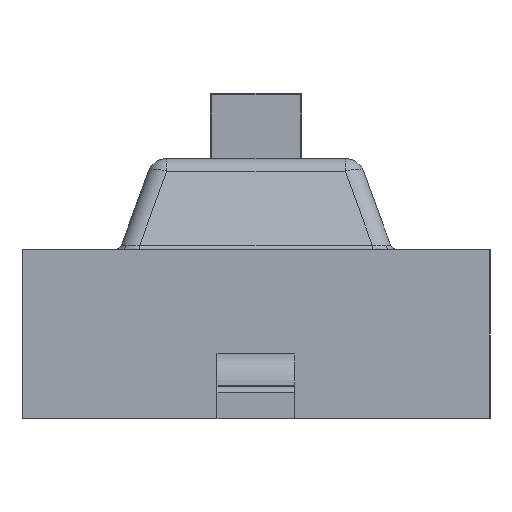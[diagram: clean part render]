
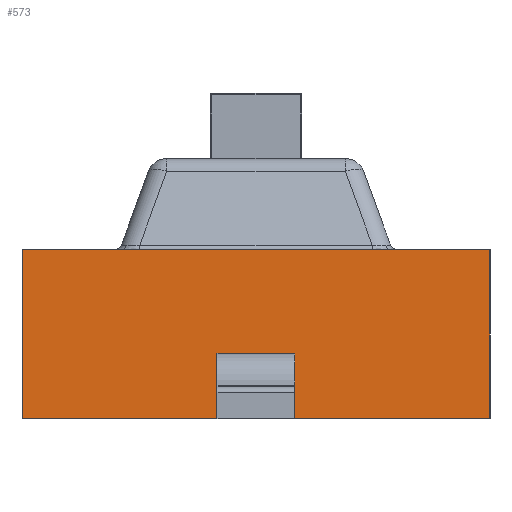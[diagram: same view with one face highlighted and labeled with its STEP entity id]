
A CAD part, left-side view. The second image highlights one B-rep face of the part: STEP entity #573.
In plain terms, the highlighted planar face has unit normal (-1, 0, 0).
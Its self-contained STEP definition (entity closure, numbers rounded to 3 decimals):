
#427 = VERTEX_POINT('',#428);
#428 = CARTESIAN_POINT('',(-3.,1.8,1.3));
#434 = EDGE_CURVE('',#427,#435,#437,.T.);
#435 = VERTEX_POINT('',#436);
#436 = CARTESIAN_POINT('',(-3.,-1.8,1.3));
#437 = LINE('',#438,#439);
#438 = CARTESIAN_POINT('',(-3.,-1.8,1.3));
#439 = VECTOR('',#440,1.);
#440 = DIRECTION('',(0.,-1.,0.));
#539 = EDGE_CURVE('',#540,#435,#542,.T.);
#540 = VERTEX_POINT('',#541);
#541 = CARTESIAN_POINT('',(-3.,-1.8,0.));
#542 = LINE('',#543,#544);
#543 = CARTESIAN_POINT('',(-3.,-1.8,0.));
#544 = VECTOR('',#545,1.);
#545 = DIRECTION('',(0.,0.,1.));
#573 = ADVANCED_FACE('',(#574,#608),#626,.T.);
#574 = FACE_BOUND('',#575,.T.);
#575 = EDGE_LOOP('',(#576,#586,#594,#602));
#576 = ORIENTED_EDGE('',*,*,#577,.F.);
#577 = EDGE_CURVE('',#578,#580,#582,.T.);
#578 = VERTEX_POINT('',#579);
#579 = CARTESIAN_POINT('',(-3.,-0.3,0.3));
#580 = VERTEX_POINT('',#581);
#581 = CARTESIAN_POINT('',(-3.,-0.3,0.5));
#582 = LINE('',#583,#584);
#583 = CARTESIAN_POINT('',(-3.,-0.3,0.5));
#584 = VECTOR('',#585,1.);
#585 = DIRECTION('',(0.,0.,1.));
#586 = ORIENTED_EDGE('',*,*,#587,.F.);
#587 = EDGE_CURVE('',#588,#578,#590,.T.);
#588 = VERTEX_POINT('',#589);
#589 = CARTESIAN_POINT('',(-3.,0.3,0.3));
#590 = LINE('',#591,#592);
#591 = CARTESIAN_POINT('',(-3.,0.3,0.3));
#592 = VECTOR('',#593,1.);
#593 = DIRECTION('',(0.,-1.,0.));
#594 = ORIENTED_EDGE('',*,*,#595,.F.);
#595 = EDGE_CURVE('',#596,#588,#598,.T.);
#596 = VERTEX_POINT('',#597);
#597 = CARTESIAN_POINT('',(-3.,0.3,0.5));
#598 = LINE('',#599,#600);
#599 = CARTESIAN_POINT('',(-3.,0.3,0.5));
#600 = VECTOR('',#601,1.);
#601 = DIRECTION('',(0.,0.,-1.));
#602 = ORIENTED_EDGE('',*,*,#603,.F.);
#603 = EDGE_CURVE('',#580,#596,#604,.T.);
#604 = LINE('',#605,#606);
#605 = CARTESIAN_POINT('',(-3.,0.3,0.5));
#606 = VECTOR('',#607,1.);
#607 = DIRECTION('',(0.,1.,0.));
#608 = FACE_BOUND('',#609,.T.);
#609 = EDGE_LOOP('',(#610,#611,#612,#620));
#610 = ORIENTED_EDGE('',*,*,#539,.T.);
#611 = ORIENTED_EDGE('',*,*,#434,.F.);
#612 = ORIENTED_EDGE('',*,*,#613,.F.);
#613 = EDGE_CURVE('',#614,#427,#616,.T.);
#614 = VERTEX_POINT('',#615);
#615 = CARTESIAN_POINT('',(-3.,1.8,0.));
#616 = LINE('',#617,#618);
#617 = CARTESIAN_POINT('',(-3.,1.8,0.));
#618 = VECTOR('',#619,1.);
#619 = DIRECTION('',(0.,0.,1.));
#620 = ORIENTED_EDGE('',*,*,#621,.T.);
#621 = EDGE_CURVE('',#614,#540,#622,.T.);
#622 = LINE('',#623,#624);
#623 = CARTESIAN_POINT('',(-3.,-1.8,0.));
#624 = VECTOR('',#625,1.);
#625 = DIRECTION('',(0.,-1.,0.));
#626 = PLANE('',#627);
#627 = AXIS2_PLACEMENT_3D('',#628,#629,#630);
#628 = CARTESIAN_POINT('',(-3.,-1.8,0.));
#629 = DIRECTION('',(-1.,0.,0.));
#630 = DIRECTION('',(0.,-1.,0.));
